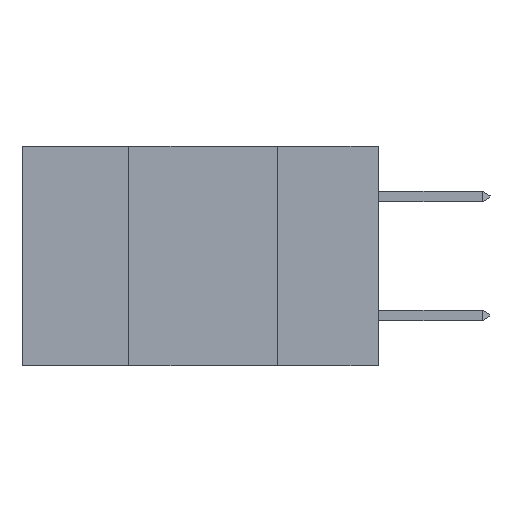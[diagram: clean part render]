
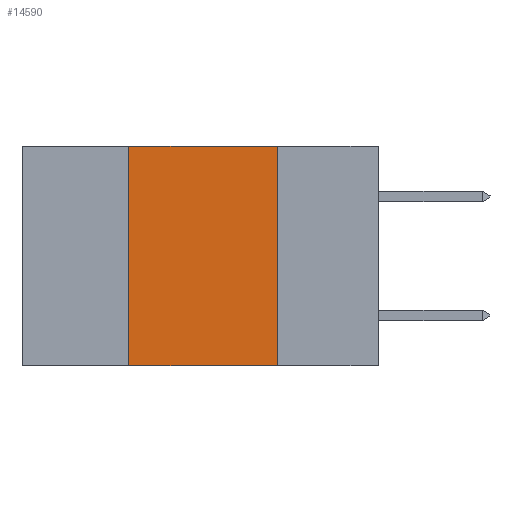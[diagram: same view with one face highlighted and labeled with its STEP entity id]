
A CAD part, left-side view. The second image highlights one B-rep face of the part: STEP entity #14590.
In plain terms, the highlighted planar face has unit normal (-1, 0, 0).
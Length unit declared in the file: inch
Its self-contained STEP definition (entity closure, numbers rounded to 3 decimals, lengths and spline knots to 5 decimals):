
#293 = CARTESIAN_POINT ( 'NONE',  ( 0., 0.17, -0.37 ) ) ;
#597 = DIRECTION ( 'NONE',  ( 1., 0., 0. ) ) ;
#1328 = DIRECTION ( 'NONE',  ( 0., -1., 0. ) ) ;
#2218 = VECTOR ( 'NONE', #4429, 39.37008 ) ;
#3253 = VECTOR ( 'NONE', #1328, 39.37008 ) ;
#3324 = VERTEX_POINT ( 'NONE', #21108 ) ;
#4034 = VERTEX_POINT ( 'NONE', #12592 ) ;
#4145 = VECTOR ( 'NONE', #19260, 39.37008 ) ;
#4429 = DIRECTION ( 'NONE',  ( 0., 0., -1. ) ) ;
#4487 = AXIS2_PLACEMENT_3D ( 'NONE', #22131, #597, #23781 ) ;
#5063 = EDGE_CURVE ( 'NONE', #4034, #13001, #18341, .T. ) ;
#5349 = CARTESIAN_POINT ( 'NONE',  ( 0., 0.17, -0.37 ) ) ;
#6169 = EDGE_CURVE ( 'NONE', #24453, #13001, #7836, .T. ) ;
#6507 = PLANE ( 'NONE',  #4487 ) ;
#7836 = LINE ( 'NONE', #293, #2218 ) ;
#9554 = LINE ( 'NONE', #11566, #4145 ) ;
#9923 = LINE ( 'NONE', #21762, #14561 ) ;
#10523 = CARTESIAN_POINT ( 'NONE',  ( 0., 0.6, -0.37 ) ) ;
#10529 = ORIENTED_EDGE ( 'NONE', *, *, #23420, .F. ) ;
#11566 = CARTESIAN_POINT ( 'NONE',  ( 0., 0.6, 0. ) ) ;
#12299 = FACE_OUTER_BOUND ( 'NONE', #22094, .T. ) ;
#12592 = CARTESIAN_POINT ( 'NONE',  ( 0., 0.42, -0.37 ) ) ;
#13001 = VERTEX_POINT ( 'NONE', #5349 ) ;
#14561 = VECTOR ( 'NONE', #15719, 39.37008 ) ;
#14590 = ADVANCED_FACE ( 'NONE', ( #12299 ), #6507, .F. ) ;
#15719 = DIRECTION ( 'NONE',  ( 0., 0., 1. ) ) ;
#18341 = LINE ( 'NONE', #10523, #3253 ) ;
#18888 = ORIENTED_EDGE ( 'NONE', *, *, #6169, .F. ) ;
#18965 = ORIENTED_EDGE ( 'NONE', *, *, #24526, .F. ) ;
#19260 = DIRECTION ( 'NONE',  ( 0., -1., 0. ) ) ;
#20534 = CARTESIAN_POINT ( 'NONE',  ( 0., 0.17, 0. ) ) ;
#21108 = CARTESIAN_POINT ( 'NONE',  ( 0., 0.42, 0. ) ) ;
#21762 = CARTESIAN_POINT ( 'NONE',  ( 0., 0.42, -0.37 ) ) ;
#21800 = ORIENTED_EDGE ( 'NONE', *, *, #5063, .T. ) ;
#22094 = EDGE_LOOP ( 'NONE', ( #18888, #18965, #10529, #21800 ) ) ;
#22131 = CARTESIAN_POINT ( 'NONE',  ( 0., 0.6, 0. ) ) ;
#23420 = EDGE_CURVE ( 'NONE', #4034, #3324, #9923, .T. ) ;
#23781 = DIRECTION ( 'NONE',  ( 0., 0., -1. ) ) ;
#24453 = VERTEX_POINT ( 'NONE', #20534 ) ;
#24526 = EDGE_CURVE ( 'NONE', #3324, #24453, #9554, .T. ) ;
